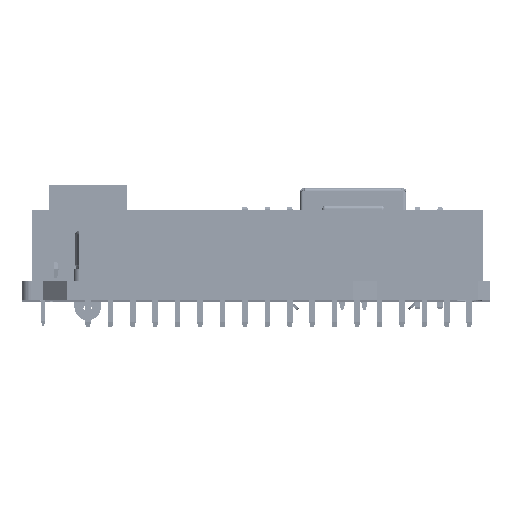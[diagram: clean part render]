
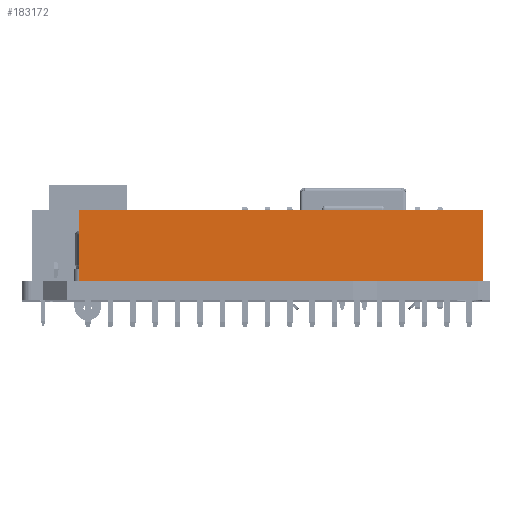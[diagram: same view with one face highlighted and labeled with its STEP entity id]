
A CAD part, top view. The second image highlights one B-rep face of the part: STEP entity #183172.
In plain terms, the highlighted planar face has unit normal (0, 0, 1).
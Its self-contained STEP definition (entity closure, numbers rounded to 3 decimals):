
#12942 = LINE ( 'NONE', #189185, #18290 ) ;
#18290 = VECTOR ( 'NONE', #87577, 1000. ) ;
#19301 = DIRECTION ( 'NONE',  ( 1., 0., 0. ) ) ;
#20653 = ORIENTED_EDGE ( 'NONE', *, *, #387529, .T. ) ;
#22323 = DIRECTION ( 'NONE',  ( 0., -1., 0. ) ) ;
#26765 = VECTOR ( 'NONE', #22323, 1000. ) ;
#28477 = EDGE_CURVE ( 'NONE', #168271, #75895, #12942, .T. ) ;
#46998 = CARTESIAN_POINT ( 'NONE',  ( -20.057, 10.2, 46.976 ) ) ;
#72766 = DIRECTION ( 'NONE',  ( 0., 0., -1. ) ) ;
#74956 = EDGE_CURVE ( 'NONE', #299295, #75895, #425365, .T. ) ;
#75895 = VERTEX_POINT ( 'NONE', #258467 ) ;
#87577 = DIRECTION ( 'NONE',  ( 1., 0., 0. ) ) ;
#103336 = DIRECTION ( 'NONE',  ( -1., 0., 0. ) ) ;
#138125 = CARTESIAN_POINT ( 'NONE',  ( -20.057, 10.2, 46.976 ) ) ;
#146023 = CARTESIAN_POINT ( 'NONE',  ( -20.057, 10.2, 46.976 ) ) ;
#167614 = CARTESIAN_POINT ( 'NONE',  ( -20.057, 2.2, 46.976 ) ) ;
#168271 = VERTEX_POINT ( 'NONE', #167614 ) ;
#170034 = EDGE_LOOP ( 'NONE', ( #220490, #272910, #288786, #20653 ) ) ;
#183172 = ADVANCED_FACE ( 'NONE', ( #367651 ), #336594, .F. ) ;
#189185 = CARTESIAN_POINT ( 'NONE',  ( -20.057, 2.2, 46.976 ) ) ;
#194451 = AXIS2_PLACEMENT_3D ( 'NONE', #138125, #72766, #103336 ) ;
#203385 = LINE ( 'NONE', #146023, #26765 ) ;
#220490 = ORIENTED_EDGE ( 'NONE', *, *, #28477, .T. ) ;
#225396 = CARTESIAN_POINT ( 'NONE',  ( 25.663, 10.2, 46.976 ) ) ;
#233211 = VERTEX_POINT ( 'NONE', #274921 ) ;
#258467 = CARTESIAN_POINT ( 'NONE',  ( 25.663, 2.2, 46.976 ) ) ;
#272910 = ORIENTED_EDGE ( 'NONE', *, *, #74956, .F. ) ;
#274921 = CARTESIAN_POINT ( 'NONE',  ( -20.057, 10.2, 46.976 ) ) ;
#288786 = ORIENTED_EDGE ( 'NONE', *, *, #349659, .F. ) ;
#299295 = VERTEX_POINT ( 'NONE', #393076 ) ;
#323930 = DIRECTION ( 'NONE',  ( 0., -1., 0. ) ) ;
#336594 = PLANE ( 'NONE',  #194451 ) ;
#341879 = LINE ( 'NONE', #46998, #414685 ) ;
#349659 = EDGE_CURVE ( 'NONE', #233211, #299295, #341879, .T. ) ;
#367651 = FACE_OUTER_BOUND ( 'NONE', #170034, .T. ) ;
#368467 = VECTOR ( 'NONE', #323930, 1000. ) ;
#387529 = EDGE_CURVE ( 'NONE', #233211, #168271, #203385, .T. ) ;
#393076 = CARTESIAN_POINT ( 'NONE',  ( 25.663, 10.2, 46.976 ) ) ;
#414685 = VECTOR ( 'NONE', #19301, 1000. ) ;
#425365 = LINE ( 'NONE', #225396, #368467 ) ;
